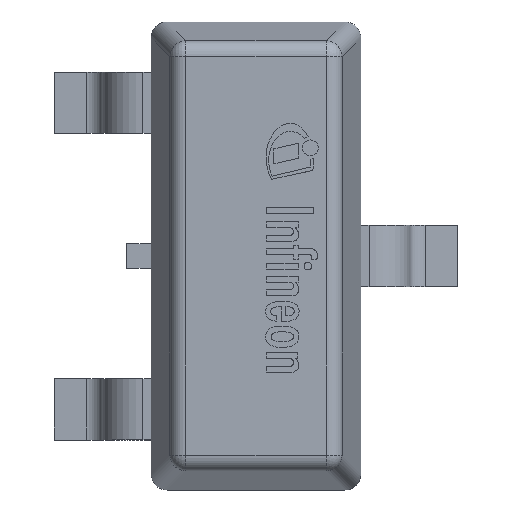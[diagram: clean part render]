
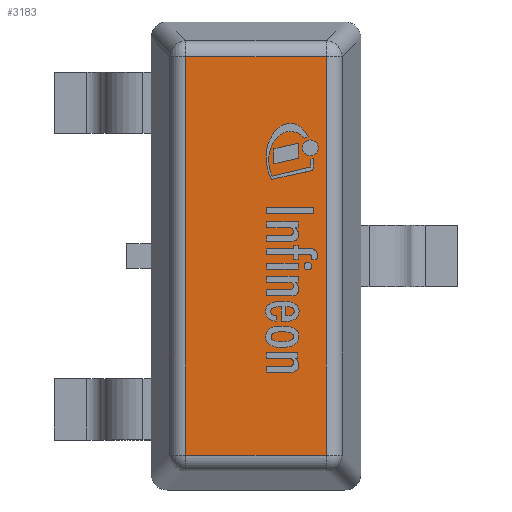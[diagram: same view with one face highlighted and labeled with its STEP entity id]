
A CAD part, top view. The second image highlights one B-rep face of the part: STEP entity #3183.
In plain terms, the highlighted planar face has unit normal (0, 0, 1).
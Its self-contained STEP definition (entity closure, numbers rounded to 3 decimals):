
#230=FACE_OUTER_BOUND('',#428,.T.);
#428=EDGE_LOOP('',(#2120,#2121,#2122,#2123));
#638=LINE('',#4527,#994);
#639=LINE('',#4529,#995);
#640=LINE('',#4531,#996);
#641=LINE('',#4532,#997);
#994=VECTOR('',#3663,1000.);
#995=VECTOR('',#3664,1000.);
#996=VECTOR('',#3665,1000.);
#997=VECTOR('',#3666,1000.);
#1350=VERTEX_POINT('',#4525);
#1351=VERTEX_POINT('',#4526);
#1352=VERTEX_POINT('',#4528);
#1353=VERTEX_POINT('',#4530);
#1654=EDGE_CURVE('',#1350,#1351,#638,.T.);
#1655=EDGE_CURVE('',#1351,#1352,#639,.T.);
#1656=EDGE_CURVE('',#1352,#1353,#640,.T.);
#1657=EDGE_CURVE('',#1353,#1350,#641,.T.);
#2120=ORIENTED_EDGE('',*,*,#1654,.T.);
#2121=ORIENTED_EDGE('',*,*,#1655,.T.);
#2122=ORIENTED_EDGE('',*,*,#1656,.T.);
#2123=ORIENTED_EDGE('',*,*,#1657,.T.);
#3046=PLANE('',#3399);
#3183=ADVANCED_FACE('',(#230),#3046,.T.);
#3399=AXIS2_PLACEMENT_3D('',#4524,#3661,#3662);
#3661=DIRECTION('center_axis',(0.,0.,1.));
#3662=DIRECTION('ref_axis',(0.,-1.,0.));
#3663=DIRECTION('',(1.,0.,0.));
#3664=DIRECTION('',(0.,1.,0.));
#3665=DIRECTION('',(-1.,0.,0.));
#3666=DIRECTION('',(0.,-1.,0.));
#4524=CARTESIAN_POINT('Origin',(0.,0.,1.12));
#4525=CARTESIAN_POINT('',(-0.435,-1.235,1.12));
#4526=CARTESIAN_POINT('',(0.435,-1.235,1.12));
#4527=CARTESIAN_POINT('',(0.,-1.235,1.12));
#4528=CARTESIAN_POINT('',(0.435,1.235,1.12));
#4529=CARTESIAN_POINT('',(0.435,1.316,1.12));
#4530=CARTESIAN_POINT('',(-0.435,1.235,1.12));
#4531=CARTESIAN_POINT('',(-0.516,1.235,1.12));
#4532=CARTESIAN_POINT('',(-0.435,-1.316,1.12));
